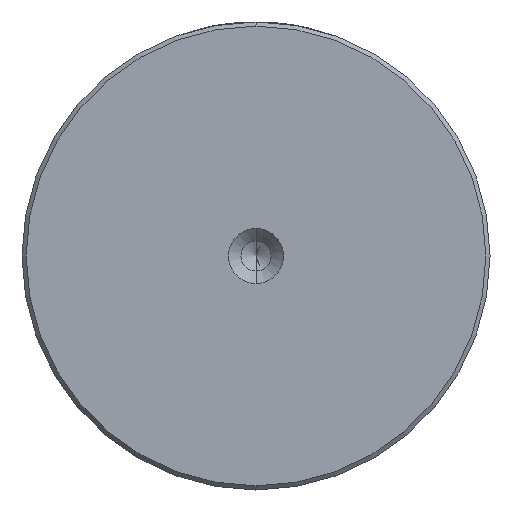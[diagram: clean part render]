
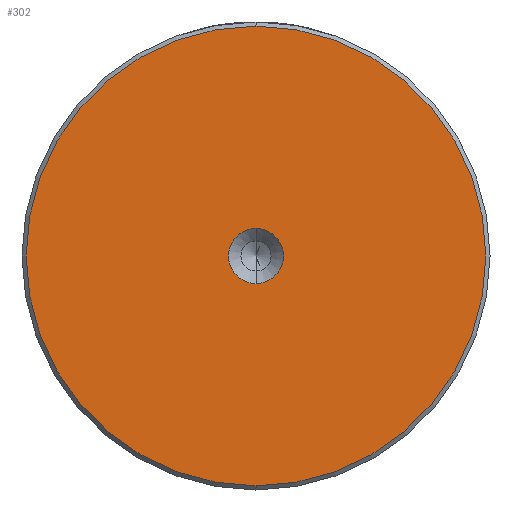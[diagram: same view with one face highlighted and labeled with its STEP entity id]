
A CAD part, left-side view. The second image highlights one B-rep face of the part: STEP entity #302.
In plain terms, the highlighted planar face has unit normal (-1, 0, 0).
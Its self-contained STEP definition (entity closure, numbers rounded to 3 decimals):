
#2 = CARTESIAN_POINT ( 'NONE',  ( 0., 0., 0. ) ) ;
#21 = CIRCLE ( 'NONE', #2811, 3.3 ) ;
#51 = DIRECTION ( 'NONE',  ( -1., 0., 0. ) ) ;
#229 = DIRECTION ( 'NONE',  ( 0., 0., 1. ) ) ;
#302 = ADVANCED_FACE ( 'NONE', ( #1944, #1408 ), #1379, .T. ) ;
#307 = CIRCLE ( 'NONE', #1415, 27.5 ) ;
#442 = ORIENTED_EDGE ( 'NONE', *, *, #2591, .F. ) ;
#457 = ORIENTED_EDGE ( 'NONE', *, *, #1324, .T. ) ;
#580 = DIRECTION ( 'NONE',  ( -1., 0., 0. ) ) ;
#748 = DIRECTION ( 'NONE',  ( 0., 0., 1. ) ) ;
#830 = DIRECTION ( 'NONE',  ( -1., 0., 0. ) ) ;
#907 = CARTESIAN_POINT ( 'NONE',  ( 0., 0., 0. ) ) ;
#1119 = DIRECTION ( 'NONE',  ( 0., 0., 1. ) ) ;
#1135 = CARTESIAN_POINT ( 'NONE',  ( 0., 0., 0. ) ) ;
#1148 = EDGE_CURVE ( 'NONE', #2765, #2529, #2568, .T. ) ;
#1324 = EDGE_CURVE ( 'NONE', #2529, #2765, #307, .T. ) ;
#1379 = PLANE ( 'NONE',  #1691 ) ;
#1381 = CARTESIAN_POINT ( 'NONE',  ( 0., 0., 0. ) ) ;
#1406 = CARTESIAN_POINT ( 'NONE',  ( 0., 0., 27.5 ) ) ;
#1408 = FACE_BOUND ( 'NONE', #1570, .T. ) ;
#1415 = AXIS2_PLACEMENT_3D ( 'NONE', #2, #1549, #229 ) ;
#1549 = DIRECTION ( 'NONE',  ( -1., 0., 0. ) ) ;
#1570 = EDGE_LOOP ( 'NONE', ( #2487, #442 ) ) ;
#1599 = VERTEX_POINT ( 'NONE', #2320 ) ;
#1601 = DIRECTION ( 'NONE',  ( 0., 0., 1. ) ) ;
#1691 = AXIS2_PLACEMENT_3D ( 'NONE', #1135, #830, #748 ) ;
#1891 = CARTESIAN_POINT ( 'NONE',  ( 0., 0., 0. ) ) ;
#1944 = FACE_OUTER_BOUND ( 'NONE', #2104, .T. ) ;
#2065 = AXIS2_PLACEMENT_3D ( 'NONE', #1381, #51, #1601 ) ;
#2104 = EDGE_LOOP ( 'NONE', ( #2780, #457 ) ) ;
#2109 = DIRECTION ( 'NONE',  ( 0., 0., 1. ) ) ;
#2162 = AXIS2_PLACEMENT_3D ( 'NONE', #1891, #580, #2109 ) ;
#2200 = CARTESIAN_POINT ( 'NONE',  ( 0., 0., -27.5 ) ) ;
#2320 = CARTESIAN_POINT ( 'NONE',  ( 0., 0., 3.3 ) ) ;
#2453 = DIRECTION ( 'NONE',  ( -1., 0., 0. ) ) ;
#2487 = ORIENTED_EDGE ( 'NONE', *, *, #2802, .F. ) ;
#2525 = VERTEX_POINT ( 'NONE', #2756 ) ;
#2529 = VERTEX_POINT ( 'NONE', #1406 ) ;
#2568 = CIRCLE ( 'NONE', #2065, 27.5 ) ;
#2591 = EDGE_CURVE ( 'NONE', #2525, #1599, #2759, .T. ) ;
#2756 = CARTESIAN_POINT ( 'NONE',  ( 0., 0., -3.3 ) ) ;
#2759 = CIRCLE ( 'NONE', #2162, 3.3 ) ;
#2765 = VERTEX_POINT ( 'NONE', #2200 ) ;
#2780 = ORIENTED_EDGE ( 'NONE', *, *, #1148, .T. ) ;
#2802 = EDGE_CURVE ( 'NONE', #1599, #2525, #21, .T. ) ;
#2811 = AXIS2_PLACEMENT_3D ( 'NONE', #907, #2453, #1119 ) ;
